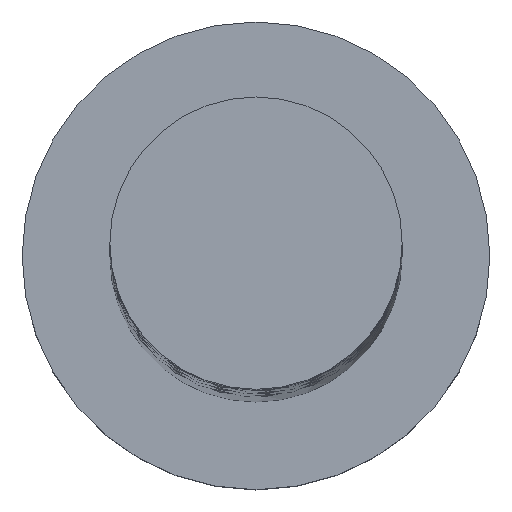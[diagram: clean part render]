
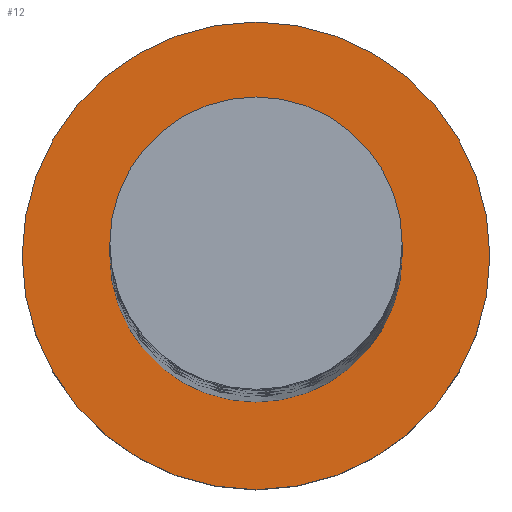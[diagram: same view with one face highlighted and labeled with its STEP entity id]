
A CAD part, top view. The second image highlights one B-rep face of the part: STEP entity #12.
In plain terms, the highlighted planar face has unit normal (0, 0, 1).
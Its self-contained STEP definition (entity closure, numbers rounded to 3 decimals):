
#8 = FACE_OUTER_BOUND ( 'NONE', #353, .T. ) ;
#12 = ADVANCED_FACE ( 'NONE', ( #314, #8 ), #1056, .T. ) ;
#77 = DIRECTION ( 'NONE',  ( 0., 0., 1. ) ) ;
#143 = VERTEX_POINT ( 'NONE', #602 ) ;
#228 = ORIENTED_EDGE ( 'NONE', *, *, #1363, .F. ) ;
#314 = FACE_BOUND ( 'NONE', #426, .T. ) ;
#353 = EDGE_LOOP ( 'NONE', ( #1073, #1686 ) ) ;
#384 = CIRCLE ( 'NONE', #687, 5. ) ;
#415 = AXIS2_PLACEMENT_3D ( 'NONE', #808, #1244, #1844 ) ;
#426 = EDGE_LOOP ( 'NONE', ( #816, #228 ) ) ;
#444 = EDGE_CURVE ( 'NONE', #1733, #1895, #1714, .T. ) ;
#503 = EDGE_CURVE ( 'NONE', #143, #924, #959, .T. ) ;
#557 = DIRECTION ( 'NONE',  ( 0., 0., 1. ) ) ;
#567 = CIRCLE ( 'NONE', #1650, 8. ) ;
#568 = DIRECTION ( 'NONE',  ( 0., 0., 1. ) ) ;
#602 = CARTESIAN_POINT ( 'NONE',  ( -8., 0., 5. ) ) ;
#676 = CARTESIAN_POINT ( 'NONE',  ( 0., 0., 5. ) ) ;
#687 = AXIS2_PLACEMENT_3D ( 'NONE', #1160, #557, #1610 ) ;
#732 = CARTESIAN_POINT ( 'NONE',  ( 0., 0., 5. ) ) ;
#808 = CARTESIAN_POINT ( 'NONE',  ( 0., 0., 5. ) ) ;
#816 = ORIENTED_EDGE ( 'NONE', *, *, #444, .F. ) ;
#924 = VERTEX_POINT ( 'NONE', #1042 ) ;
#959 = CIRCLE ( 'NONE', #1837, 8. ) ;
#1042 = CARTESIAN_POINT ( 'NONE',  ( 8., 0., 5. ) ) ;
#1044 = CARTESIAN_POINT ( 'NONE',  ( 0., 0., 5. ) ) ;
#1056 = PLANE ( 'NONE',  #1884 ) ;
#1073 = ORIENTED_EDGE ( 'NONE', *, *, #503, .T. ) ;
#1160 = CARTESIAN_POINT ( 'NONE',  ( 0., 0., 5. ) ) ;
#1244 = DIRECTION ( 'NONE',  ( 0., 0., 1. ) ) ;
#1263 = DIRECTION ( 'NONE',  ( 1., 0., 0. ) ) ;
#1363 = EDGE_CURVE ( 'NONE', #1895, #1733, #384, .T. ) ;
#1400 = CARTESIAN_POINT ( 'NONE',  ( -5., 0., 5. ) ) ;
#1445 = CARTESIAN_POINT ( 'NONE',  ( 5., 0., 5. ) ) ;
#1505 = EDGE_CURVE ( 'NONE', #924, #143, #567, .T. ) ;
#1610 = DIRECTION ( 'NONE',  ( 1., 0., 0. ) ) ;
#1646 = DIRECTION ( 'NONE',  ( 0., 0., 1. ) ) ;
#1650 = AXIS2_PLACEMENT_3D ( 'NONE', #732, #568, #1751 ) ;
#1658 = DIRECTION ( 'NONE',  ( 1., 0., 0. ) ) ;
#1686 = ORIENTED_EDGE ( 'NONE', *, *, #1505, .T. ) ;
#1714 = CIRCLE ( 'NONE', #415, 5. ) ;
#1733 = VERTEX_POINT ( 'NONE', #1400 ) ;
#1751 = DIRECTION ( 'NONE',  ( 1., 0., 0. ) ) ;
#1837 = AXIS2_PLACEMENT_3D ( 'NONE', #676, #77, #1263 ) ;
#1844 = DIRECTION ( 'NONE',  ( 1., 0., 0. ) ) ;
#1884 = AXIS2_PLACEMENT_3D ( 'NONE', #1044, #1646, #1658 ) ;
#1895 = VERTEX_POINT ( 'NONE', #1445 ) ;
